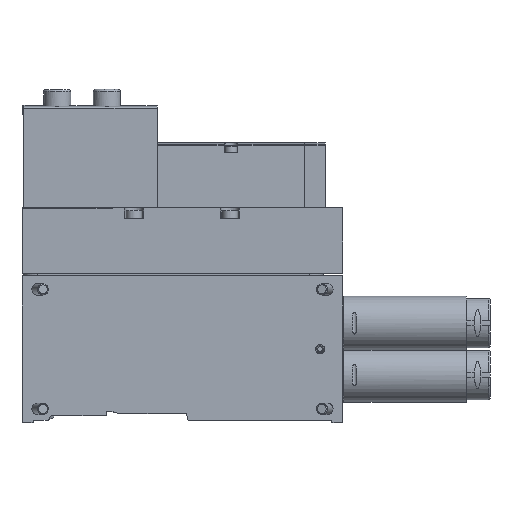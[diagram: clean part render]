
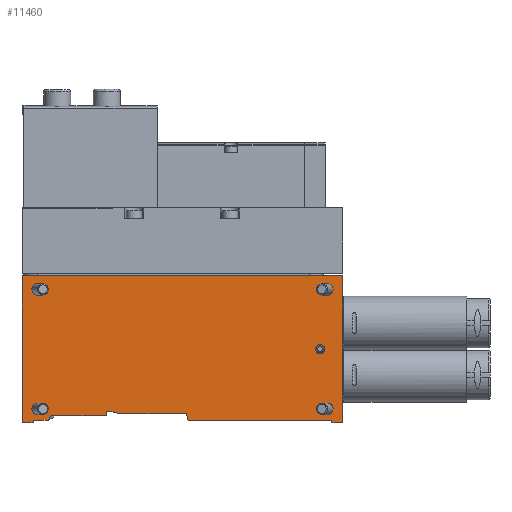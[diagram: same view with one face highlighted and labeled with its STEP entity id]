
A CAD part, top view. The second image highlights one B-rep face of the part: STEP entity #11460.
In plain terms, the highlighted face is planar.
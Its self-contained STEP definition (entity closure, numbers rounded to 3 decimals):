
#384=ELLIPSE('',#12085,2.68,2.6);
#385=ELLIPSE('',#12086,2.68,2.6);
#386=ELLIPSE('',#12087,2.68,2.6);
#387=ELLIPSE('',#12088,2.68,2.6);
#440=CIRCLE('',#12084,2.05);
#1050=ORIENTED_EDGE('',*,*,#3293,.T.);
#1051=ORIENTED_EDGE('',*,*,#3294,.F.);
#1052=ORIENTED_EDGE('',*,*,#3295,.F.);
#1053=ORIENTED_EDGE('',*,*,#3296,.F.);
#1054=ORIENTED_EDGE('',*,*,#3297,.F.);
#1055=ORIENTED_EDGE('',*,*,#3202,.F.);
#1056=ORIENTED_EDGE('',*,*,#3187,.F.);
#1057=ORIENTED_EDGE('',*,*,#3244,.F.);
#1058=ORIENTED_EDGE('',*,*,#3240,.F.);
#1059=ORIENTED_EDGE('',*,*,#3238,.F.);
#1060=ORIENTED_EDGE('',*,*,#3231,.F.);
#1061=ORIENTED_EDGE('',*,*,#3165,.F.);
#1062=ORIENTED_EDGE('',*,*,#3228,.F.);
#1063=ORIENTED_EDGE('',*,*,#3225,.F.);
#1064=ORIENTED_EDGE('',*,*,#3222,.F.);
#1065=ORIENTED_EDGE('',*,*,#3219,.F.);
#1066=ORIENTED_EDGE('',*,*,#3216,.F.);
#1067=ORIENTED_EDGE('',*,*,#3215,.F.);
#1068=ORIENTED_EDGE('',*,*,#3207,.F.);
#1069=ORIENTED_EDGE('',*,*,#3204,.F.);
#1070=ORIENTED_EDGE('',*,*,#3074,.F.);
#3074=EDGE_CURVE('',#4229,#4230,#5037,.T.);
#3165=EDGE_CURVE('',#4313,#4314,#5089,.T.);
#3187=EDGE_CURVE('',#4326,#4327,#5099,.T.);
#3202=EDGE_CURVE('',#4327,#4229,#5110,.T.);
#3204=EDGE_CURVE('',#4230,#4339,#5112,.T.);
#3207=EDGE_CURVE('',#4339,#4341,#5115,.T.);
#3215=EDGE_CURVE('',#4341,#4345,#5123,.T.);
#3216=EDGE_CURVE('',#4345,#4346,#5124,.T.);
#3219=EDGE_CURVE('',#4346,#4348,#5127,.T.);
#3222=EDGE_CURVE('',#4348,#4350,#5130,.T.);
#3225=EDGE_CURVE('',#4350,#4352,#5133,.T.);
#3228=EDGE_CURVE('',#4352,#4313,#5136,.T.);
#3231=EDGE_CURVE('',#4314,#4355,#5138,.T.);
#3238=EDGE_CURVE('',#4355,#4359,#5144,.T.);
#3240=EDGE_CURVE('',#4359,#4360,#5146,.T.);
#3244=EDGE_CURVE('',#4360,#4326,#5150,.T.);
#3293=EDGE_CURVE('',#4409,#4409,#440,.T.);
#3294=EDGE_CURVE('',#4410,#4410,#384,.F.);
#3295=EDGE_CURVE('',#4411,#4411,#385,.F.);
#3296=EDGE_CURVE('',#4412,#4412,#386,.F.);
#3297=EDGE_CURVE('',#4413,#4413,#387,.F.);
#4229=VERTEX_POINT('',#15453);
#4230=VERTEX_POINT('',#15455);
#4313=VERTEX_POINT('',#15657);
#4314=VERTEX_POINT('',#15659);
#4326=VERTEX_POINT('',#15695);
#4327=VERTEX_POINT('',#15697);
#4339=VERTEX_POINT('',#15728);
#4341=VERTEX_POINT('',#15734);
#4345=VERTEX_POINT('',#15744);
#4346=VERTEX_POINT('',#15750);
#4348=VERTEX_POINT('',#15756);
#4350=VERTEX_POINT('',#15762);
#4352=VERTEX_POINT('',#15768);
#4355=VERTEX_POINT('',#15782);
#4359=VERTEX_POINT('',#15794);
#4360=VERTEX_POINT('',#15798);
#4409=VERTEX_POINT('',#15903);
#4410=VERTEX_POINT('',#15905);
#4411=VERTEX_POINT('',#15907);
#4412=VERTEX_POINT('',#15909);
#4413=VERTEX_POINT('',#15911);
#5037=LINE('',#15454,#5770);
#5089=LINE('',#15658,#5822);
#5099=LINE('',#15696,#5832);
#5110=LINE('',#15724,#5843);
#5112=LINE('',#15727,#5845);
#5115=LINE('',#15733,#5848);
#5123=LINE('',#15747,#5856);
#5124=LINE('',#15749,#5857);
#5127=LINE('',#15755,#5860);
#5130=LINE('',#15761,#5863);
#5133=LINE('',#15767,#5866);
#5136=LINE('',#15773,#5869);
#5138=LINE('',#15781,#5871);
#5144=LINE('',#15793,#5877);
#5146=LINE('',#15797,#5879);
#5150=LINE('',#15804,#5883);
#5770=VECTOR('',#12914,1000.);
#5822=VECTOR('',#13060,1000.);
#5832=VECTOR('',#13100,1000.);
#5843=VECTOR('',#13121,1000.);
#5845=VECTOR('',#13125,1000.);
#5848=VECTOR('',#13130,1000.);
#5856=VECTOR('',#13140,1000.);
#5857=VECTOR('',#13143,1000.);
#5860=VECTOR('',#13148,1000.);
#5863=VECTOR('',#13153,1000.);
#5866=VECTOR('',#13158,1000.);
#5869=VECTOR('',#13163,1000.);
#5871=VECTOR('',#13167,1000.);
#5877=VECTOR('',#13177,1000.);
#5879=VECTOR('',#13181,1000.);
#5883=VECTOR('',#13187,1000.);
#6527=EDGE_LOOP('',(#1050));
#6528=EDGE_LOOP('',(#1051));
#6529=EDGE_LOOP('',(#1052));
#6530=EDGE_LOOP('',(#1053));
#6531=EDGE_LOOP('',(#1054));
#6532=EDGE_LOOP('',(#1055,#1056,#1057,#1058,#1059,#1060,#1061,#1062,#1063,
#1064,#1065,#1066,#1067,#1068,#1069,#1070));
#7203=FACE_BOUND('',#6527,.T.);
#7204=FACE_BOUND('',#6528,.T.);
#7205=FACE_BOUND('',#6529,.T.);
#7206=FACE_BOUND('',#6530,.T.);
#7207=FACE_BOUND('',#6531,.T.);
#7208=FACE_BOUND('',#6532,.T.);
#7864=PLANE('',#12083);
#11460=ADVANCED_FACE('',(#7203,#7204,#7205,#7206,#7207,#7208),#7864,.F.);
#12083=AXIS2_PLACEMENT_3D('',#15901,#13263,#13264);
#12084=AXIS2_PLACEMENT_3D('',#15902,#13265,#13266);
#12085=AXIS2_PLACEMENT_3D('',#15904,#13267,#13268);
#12086=AXIS2_PLACEMENT_3D('',#15906,#13269,#13270);
#12087=AXIS2_PLACEMENT_3D('',#15908,#13271,#13272);
#12088=AXIS2_PLACEMENT_3D('',#15910,#13273,#13274);
#12914=DIRECTION('',(0.,-1.,0.));
#13060=DIRECTION('',(1.,0.,0.));
#13100=DIRECTION('',(0.,1.,0.));
#13121=DIRECTION('',(-1.,0.,0.));
#13125=DIRECTION('',(1.,0.,0.));
#13130=DIRECTION('',(0.259,0.966,0.));
#13140=DIRECTION('',(1.,0.,0.));
#13143=DIRECTION('',(0.259,0.966,0.));
#13148=DIRECTION('',(1.,0.,0.));
#13153=DIRECTION('',(0.966,0.259,0.));
#13158=DIRECTION('',(1.,0.,0.));
#13163=DIRECTION('',(0.,-1.,0.));
#13167=DIRECTION('',(0.602,-0.799,0.));
#13177=DIRECTION('',(1.,0.,0.));
#13181=DIRECTION('',(0.259,-0.966,0.));
#13187=DIRECTION('',(1.,0.,0.));
#13263=DIRECTION('',(0.,0.,1.));
#13264=DIRECTION('',(1.,0.,0.));
#13265=DIRECTION('',(0.,0.,1.));
#13266=DIRECTION('',(1.,0.,0.));
#13267=DIRECTION('',(0.,0.,1.));
#13268=DIRECTION('',(1.,0.,0.));
#13269=DIRECTION('',(0.,0.,1.));
#13270=DIRECTION('',(1.,0.,0.));
#13271=DIRECTION('',(0.,0.,1.));
#13272=DIRECTION('',(-1.,0.,0.));
#13273=DIRECTION('',(0.,0.,1.));
#13274=DIRECTION('',(-1.,0.,0.));
#15453=CARTESIAN_POINT('',(-71.,65.,0.));
#15454=CARTESIAN_POINT('',(-71.,65.,0.));
#15455=CARTESIAN_POINT('',(-71.,0.,0.));
#15657=CARTESIAN_POINT('',(33.75,3.,0.));
#15658=CARTESIAN_POINT('',(33.75,3.,0.));
#15659=CARTESIAN_POINT('',(58.093,3.,0.));
#15695=CARTESIAN_POINT('',(71.,0.,0.));
#15696=CARTESIAN_POINT('',(71.,0.,0.));
#15697=CARTESIAN_POINT('',(71.,65.,0.));
#15724=CARTESIAN_POINT('',(71.,65.,0.));
#15727=CARTESIAN_POINT('',(-71.,0.,0.));
#15728=CARTESIAN_POINT('',(-66.268,0.,0.));
#15733=CARTESIAN_POINT('',(-66.268,0.,0.));
#15734=CARTESIAN_POINT('',(-66.,1.,0.));
#15744=CARTESIAN_POINT('',(-2.5,1.,0.));
#15747=CARTESIAN_POINT('',(-66.,1.,0.));
#15749=CARTESIAN_POINT('',(-2.5,1.,0.));
#15750=CARTESIAN_POINT('',(-1.696,4.,0.));
#15755=CARTESIAN_POINT('',(-1.696,4.,0.));
#15756=CARTESIAN_POINT('',(28.25,4.,0.));
#15761=CARTESIAN_POINT('',(28.25,4.,0.));
#15762=CARTESIAN_POINT('',(31.303,4.818,0.));
#15767=CARTESIAN_POINT('',(31.303,4.818,0.));
#15768=CARTESIAN_POINT('',(33.75,4.818,0.));
#15773=CARTESIAN_POINT('',(33.75,4.818,0.));
#15781=CARTESIAN_POINT('',(58.093,3.,0.));
#15782=CARTESIAN_POINT('',(59.6,1.,0.));
#15793=CARTESIAN_POINT('',(59.6,1.,0.));
#15794=CARTESIAN_POINT('',(66.,1.,0.));
#15797=CARTESIAN_POINT('',(66.,1.,0.));
#15798=CARTESIAN_POINT('',(66.268,0.,0.));
#15804=CARTESIAN_POINT('',(66.268,0.,0.));
#15901=CARTESIAN_POINT('',(0.,0.,0.));
#15902=CARTESIAN_POINT('',(-61.,32.5,0.));
#15903=CARTESIAN_POINT('',(-58.95,32.5,0.));
#15904=CARTESIAN_POINT('',(-64.1,6.,0.));
#15905=CARTESIAN_POINT('',(-61.42,6.,0.));
#15906=CARTESIAN_POINT('',(-64.1,59.,0.));
#15907=CARTESIAN_POINT('',(-61.42,59.,0.));
#15908=CARTESIAN_POINT('',(64.1,6.,0.));
#15909=CARTESIAN_POINT('',(61.42,6.,0.));
#15910=CARTESIAN_POINT('',(64.1,59.,0.));
#15911=CARTESIAN_POINT('',(61.42,59.,0.));
